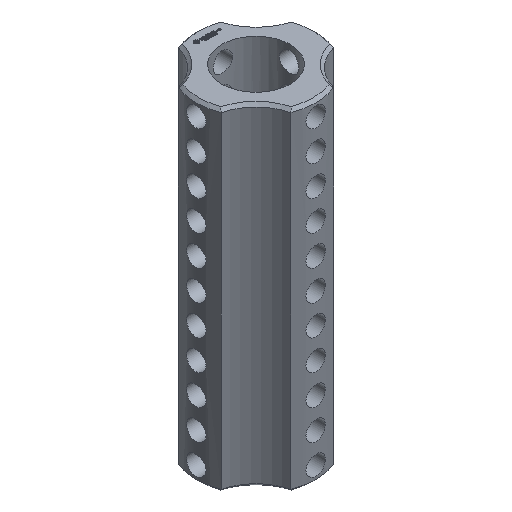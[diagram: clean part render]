
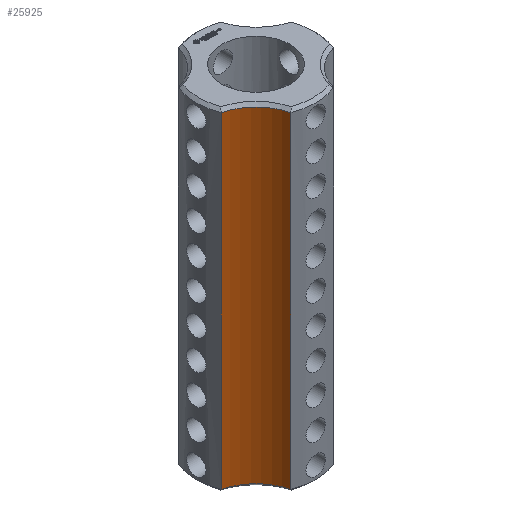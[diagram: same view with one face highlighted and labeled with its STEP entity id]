
A CAD part, isometric view. The second image highlights one B-rep face of the part: STEP entity #25925.
In plain terms, the highlighted cylindrical face has radius 5 mm (diameter 10 mm), a partial arc.
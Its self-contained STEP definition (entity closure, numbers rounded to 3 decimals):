
#2510 = CYLINDRICAL_SURFACE('',#2511,6.25);
#2511 = AXIS2_PLACEMENT_3D('',#2512,#2513,#2514);
#2512 = CARTESIAN_POINT('',(0.,0.,0.));
#2513 = DIRECTION('',(-0.,-0.,-1.));
#2514 = DIRECTION('',(1.,0.,0.));
#5839 = EDGE_CURVE('',#5840,#5842,#5844,.T.);
#5840 = VERTEX_POINT('',#5841);
#5841 = CARTESIAN_POINT('',(-2.225,-5.841,0.3));
#5842 = VERTEX_POINT('',#5843);
#5843 = CARTESIAN_POINT('',(-2.225,-5.841,34.075));
#5844 = SURFACE_CURVE('',#5845,(#5849,#5856),.PCURVE_S1.);
#5845 = LINE('',#5846,#5847);
#5846 = CARTESIAN_POINT('',(-2.225,-5.841,0.));
#5847 = VECTOR('',#5848,1.);
#5848 = DIRECTION('',(0.,0.,1.));
#5849 = PCURVE('',#2510,#5850);
#5850 = DEFINITIONAL_REPRESENTATION('',(#5851),#5855);
#5851 = LINE('',#5852,#5853);
#5852 = CARTESIAN_POINT('',(-4.348,0.));
#5853 = VECTOR('',#5854,1.);
#5854 = DIRECTION('',(-0.,-1.));
#5855 = ( GEOMETRIC_REPRESENTATION_CONTEXT(2) 
PARAMETRIC_REPRESENTATION_CONTEXT() REPRESENTATION_CONTEXT('2D SPACE',''
  ) );
#5856 = PCURVE('',#5857,#5862);
#5857 = CYLINDRICAL_SURFACE('',#5858,5.);
#5858 = AXIS2_PLACEMENT_3D('',#5859,#5860,#5861);
#5859 = CARTESIAN_POINT('',(-7.071,-7.071,0.));
#5860 = DIRECTION('',(-0.,-0.,-1.));
#5861 = DIRECTION('',(1.,0.,0.));
#5862 = DEFINITIONAL_REPRESENTATION('',(#5863),#5867);
#5863 = LINE('',#5864,#5865);
#5864 = CARTESIAN_POINT('',(-0.249,0.));
#5865 = VECTOR('',#5866,1.);
#5866 = DIRECTION('',(-0.,-1.));
#5867 = ( GEOMETRIC_REPRESENTATION_CONTEXT(2) 
PARAMETRIC_REPRESENTATION_CONTEXT() REPRESENTATION_CONTEXT('2D SPACE',''
  ) );
#7824 = CONICAL_SURFACE('',#7825,5.,0.785);
#7825 = AXIS2_PLACEMENT_3D('',#7826,#7827,#7828);
#7826 = CARTESIAN_POINT('',(-7.071,-7.071,0.3));
#7827 = DIRECTION('',(-0.,-0.,-1.));
#7828 = DIRECTION('',(0.969,0.246,0.));
#8026 = CONICAL_SURFACE('',#8027,5.,0.785);
#8027 = AXIS2_PLACEMENT_3D('',#8028,#8029,#8030);
#8028 = CARTESIAN_POINT('',(-7.071,-7.071,34.075));
#8029 = DIRECTION('',(0.,0.,1.));
#8030 = DIRECTION('',(0.969,0.246,0.));
#25925 = ADVANCED_FACE('',(#25926),#5857,.F.);
#25926 = FACE_BOUND('',#25927,.T.);
#25927 = EDGE_LOOP('',(#25928,#25929,#25953,#25981));
#25928 = ORIENTED_EDGE('',*,*,#5839,.T.);
#25929 = ORIENTED_EDGE('',*,*,#25930,.T.);
#25930 = EDGE_CURVE('',#5842,#25931,#25933,.T.);
#25931 = VERTEX_POINT('',#25932);
#25932 = CARTESIAN_POINT('',(-5.841,-2.225,34.075));
#25933 = SURFACE_CURVE('',#25934,(#25939,#25946),.PCURVE_S1.);
#25934 = CIRCLE('',#25935,5.);
#25935 = AXIS2_PLACEMENT_3D('',#25936,#25937,#25938);
#25936 = CARTESIAN_POINT('',(-7.071,-7.071,34.075));
#25937 = DIRECTION('',(0.,-0.,1.));
#25938 = DIRECTION('',(0.969,0.246,0.));
#25939 = PCURVE('',#5857,#25940);
#25940 = DEFINITIONAL_REPRESENTATION('',(#25941),#25945);
#25941 = LINE('',#25942,#25943);
#25942 = CARTESIAN_POINT('',(-0.249,-34.075));
#25943 = VECTOR('',#25944,1.);
#25944 = DIRECTION('',(-1.,0.));
#25945 = ( GEOMETRIC_REPRESENTATION_CONTEXT(2) 
PARAMETRIC_REPRESENTATION_CONTEXT() REPRESENTATION_CONTEXT('2D SPACE',''
  ) );
#25946 = PCURVE('',#8026,#25947);
#25947 = DEFINITIONAL_REPRESENTATION('',(#25948),#25952);
#25948 = LINE('',#25949,#25950);
#25949 = CARTESIAN_POINT('',(0.,0.));
#25950 = VECTOR('',#25951,1.);
#25951 = DIRECTION('',(1.,0.));
#25952 = ( GEOMETRIC_REPRESENTATION_CONTEXT(2) 
PARAMETRIC_REPRESENTATION_CONTEXT() REPRESENTATION_CONTEXT('2D SPACE',''
  ) );
#25953 = ORIENTED_EDGE('',*,*,#25954,.F.);
#25954 = EDGE_CURVE('',#25955,#25931,#25957,.T.);
#25955 = VERTEX_POINT('',#25956);
#25956 = CARTESIAN_POINT('',(-5.841,-2.225,0.3));
#25957 = SURFACE_CURVE('',#25958,(#25962,#25969),.PCURVE_S1.);
#25958 = LINE('',#25959,#25960);
#25959 = CARTESIAN_POINT('',(-5.841,-2.225,0.));
#25960 = VECTOR('',#25961,1.);
#25961 = DIRECTION('',(0.,0.,1.));
#25962 = PCURVE('',#5857,#25963);
#25963 = DEFINITIONAL_REPRESENTATION('',(#25964),#25968);
#25964 = LINE('',#25965,#25966);
#25965 = CARTESIAN_POINT('',(-1.322,0.));
#25966 = VECTOR('',#25967,1.);
#25967 = DIRECTION('',(-0.,-1.));
#25968 = ( GEOMETRIC_REPRESENTATION_CONTEXT(2) 
PARAMETRIC_REPRESENTATION_CONTEXT() REPRESENTATION_CONTEXT('2D SPACE',''
  ) );
#25969 = PCURVE('',#25970,#25975);
#25970 = CYLINDRICAL_SURFACE('',#25971,6.25);
#25971 = AXIS2_PLACEMENT_3D('',#25972,#25973,#25974);
#25972 = CARTESIAN_POINT('',(0.,0.,0.));
#25973 = DIRECTION('',(-0.,-0.,-1.));
#25974 = DIRECTION('',(1.,0.,0.));
#25975 = DEFINITIONAL_REPRESENTATION('',(#25976),#25980);
#25976 = LINE('',#25977,#25978);
#25977 = CARTESIAN_POINT('',(-3.506,0.));
#25978 = VECTOR('',#25979,1.);
#25979 = DIRECTION('',(-0.,-1.));
#25980 = ( GEOMETRIC_REPRESENTATION_CONTEXT(2) 
PARAMETRIC_REPRESENTATION_CONTEXT() REPRESENTATION_CONTEXT('2D SPACE',''
  ) );
#25981 = ORIENTED_EDGE('',*,*,#25982,.F.);
#25982 = EDGE_CURVE('',#5840,#25955,#25983,.T.);
#25983 = SURFACE_CURVE('',#25984,(#25989,#25996),.PCURVE_S1.);
#25984 = CIRCLE('',#25985,5.);
#25985 = AXIS2_PLACEMENT_3D('',#25986,#25987,#25988);
#25986 = CARTESIAN_POINT('',(-7.071,-7.071,0.3));
#25987 = DIRECTION('',(0.,-0.,1.));
#25988 = DIRECTION('',(0.969,0.246,0.));
#25989 = PCURVE('',#5857,#25990);
#25990 = DEFINITIONAL_REPRESENTATION('',(#25991),#25995);
#25991 = LINE('',#25992,#25993);
#25992 = CARTESIAN_POINT('',(-0.249,-0.3));
#25993 = VECTOR('',#25994,1.);
#25994 = DIRECTION('',(-1.,0.));
#25995 = ( GEOMETRIC_REPRESENTATION_CONTEXT(2) 
PARAMETRIC_REPRESENTATION_CONTEXT() REPRESENTATION_CONTEXT('2D SPACE',''
  ) );
#25996 = PCURVE('',#7824,#25997);
#25997 = DEFINITIONAL_REPRESENTATION('',(#25998),#26002);
#25998 = LINE('',#25999,#26000);
#25999 = CARTESIAN_POINT('',(-0.,0.));
#26000 = VECTOR('',#26001,1.);
#26001 = DIRECTION('',(-1.,0.));
#26002 = ( GEOMETRIC_REPRESENTATION_CONTEXT(2) 
PARAMETRIC_REPRESENTATION_CONTEXT() REPRESENTATION_CONTEXT('2D SPACE',''
  ) );
